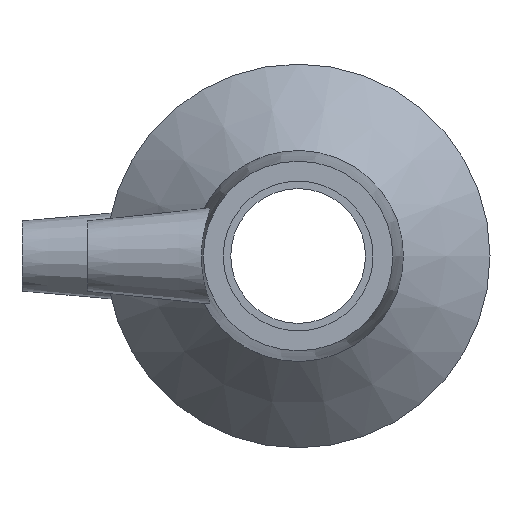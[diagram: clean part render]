
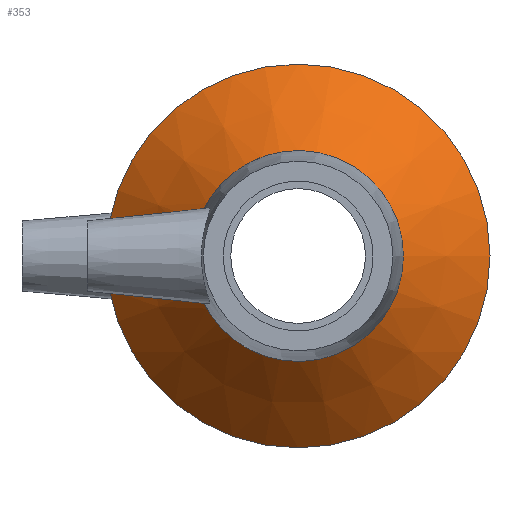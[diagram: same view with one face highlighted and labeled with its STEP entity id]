
A CAD part, left-side view. The second image highlights one B-rep face of the part: STEP entity #353.
In plain terms, the highlighted conical face has half-angle 45 degrees and reference radius 31.75 mm.
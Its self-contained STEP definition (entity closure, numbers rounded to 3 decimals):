
#22=CONICAL_SURFACE('',#400,31.75,45.);
#39=FACE_BOUND('',#127,.T.);
#83=FACE_OUTER_BOUND('',#126,.T.);
#126=EDGE_LOOP('',(#288));
#127=EDGE_LOOP('',(#289));
#174=CIRCLE('',#398,22.5);
#176=CIRCLE('',#401,41.);
#207=VERTEX_POINT('',#677);
#208=VERTEX_POINT('',#681);
#240=EDGE_CURVE('',#207,#207,#174,.T.);
#242=EDGE_CURVE('',#208,#208,#176,.T.);
#288=ORIENTED_EDGE('',*,*,#242,.F.);
#289=ORIENTED_EDGE('',*,*,#240,.T.);
#353=ADVANCED_FACE('',(#83,#39),#22,.T.);
#398=AXIS2_PLACEMENT_3D('',#678,#487,#488);
#400=AXIS2_PLACEMENT_3D('',#680,#491,#492);
#401=AXIS2_PLACEMENT_3D('',#682,#493,#494);
#487=DIRECTION('center_axis',(1.,0.,0.));
#488=DIRECTION('ref_axis',(0.,0.,-1.));
#491=DIRECTION('center_axis',(1.,0.,0.));
#492=DIRECTION('ref_axis',(0.,1.,0.));
#493=DIRECTION('center_axis',(1.,0.,0.));
#494=DIRECTION('ref_axis',(0.,0.,-1.));
#677=CARTESIAN_POINT('',(-27.75,22.5,0.));
#678=CARTESIAN_POINT('Origin',(-27.75,0.,0.));
#680=CARTESIAN_POINT('Origin',(-18.5,0.,0.));
#681=CARTESIAN_POINT('',(-9.25,41.,0.));
#682=CARTESIAN_POINT('Origin',(-9.25,0.,0.));
